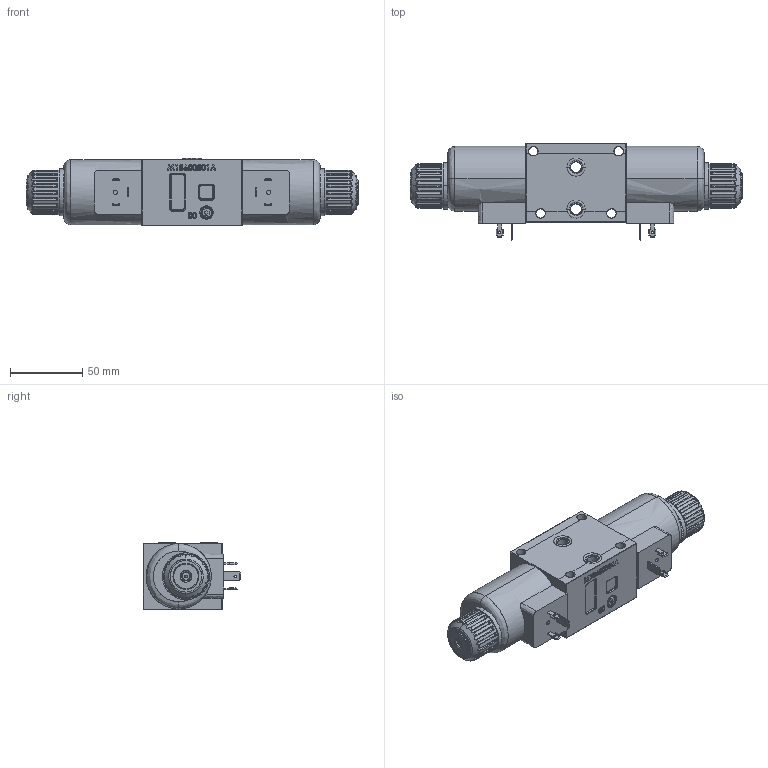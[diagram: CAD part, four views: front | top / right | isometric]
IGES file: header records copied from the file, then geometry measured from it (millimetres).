
Start section: SolidWorks IGES file using analytic representation for surfaces
Global section: file name: CD3GE--C-S12.igs; native system: SolidWorks 2014; preprocessor: SolidWorks 2014; author: serviziopdm; date: 150608.144240; units: millimetre
Bounding box: 229.5 x 67.35 x 46.43 mm (x, y, z)
Surface area: 56072 mm2 (no closed solid volume)
Topology: 0 solids, 0 shells, 704 faces, 9984 edges, 9960 vertices
Faces by surface type: bspline 380, revolution 324
